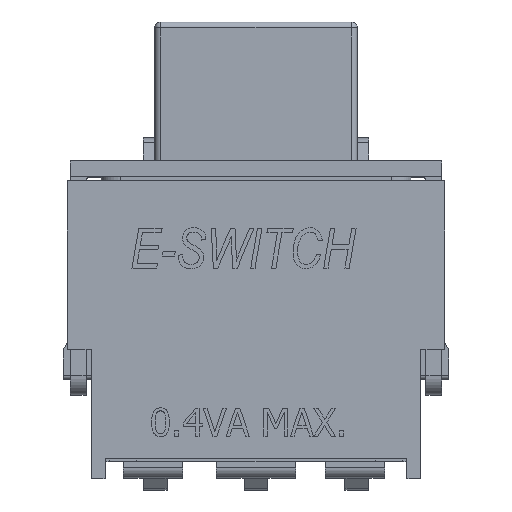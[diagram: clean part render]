
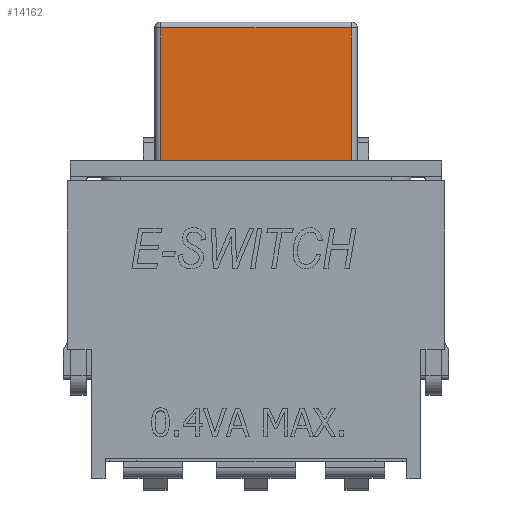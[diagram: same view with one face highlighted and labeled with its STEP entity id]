
A CAD part, top view. The second image highlights one B-rep face of the part: STEP entity #14162.
In plain terms, the highlighted face is planar.
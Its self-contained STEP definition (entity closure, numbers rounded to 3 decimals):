
#13208=CARTESIAN_POINT('',(2.4,1.475,3.75));
#13209=VERTEX_POINT('',#13208);
#13241=CARTESIAN_POINT('',(-2.4,1.475,3.75));
#13242=VERTEX_POINT('',#13241);
#13476=CARTESIAN_POINT('',(-2.4,1.475,0.0));
#13477=VERTEX_POINT('',#13476);
#13494=CARTESIAN_POINT('',(-2.4,1.475,3.75));
#13495=DIRECTION('',(0.0,0.0,-1.0));
#13496=VECTOR('',#13495,3.75);
#13497=LINE('',#13494,#13496);
#13498=EDGE_CURVE('',#13242,#13477,#13497,.T.);
#13509=CARTESIAN_POINT('',(2.4,1.475,3.75));
#13510=DIRECTION('',(-1.0,0.0,0.0));
#13511=VECTOR('',#13510,4.8);
#13512=LINE('',#13509,#13511);
#13513=EDGE_CURVE('',#13209,#13242,#13512,.T.);
#13532=CARTESIAN_POINT('',(2.4,1.475,0.0));
#13533=VERTEX_POINT('',#13532);
#13541=CARTESIAN_POINT('',(2.4,1.475,0.0));
#13542=DIRECTION('',(0.0,0.0,1.0));
#13543=VECTOR('',#13542,3.75);
#13544=LINE('',#13541,#13543);
#13545=EDGE_CURVE('',#13533,#13209,#13544,.T.);
#13741=CARTESIAN_POINT('',(-2.4,1.475,0.0));
#13742=DIRECTION('',(1.0,0.0,0.0));
#13743=VECTOR('',#13742,4.8);
#13744=LINE('',#13741,#13743);
#13745=EDGE_CURVE('',#13477,#13533,#13744,.T.);
#14151=CARTESIAN_POINT('',(-2.55,1.475,0.0));
#14152=DIRECTION('',(0.0,1.0,0.0));
#14153=DIRECTION('',(0.0,0.0,1.0));
#14154=AXIS2_PLACEMENT_3D('',#14151,#14152,#14153);
#14155=PLANE('',#14154);
#14156=ORIENTED_EDGE('',*,*,#13545,.F.);
#14157=ORIENTED_EDGE('',*,*,#13745,.F.);
#14158=ORIENTED_EDGE('',*,*,#13498,.F.);
#14159=ORIENTED_EDGE('',*,*,#13513,.F.);
#14160=EDGE_LOOP('',(#14156,#14157,#14158,#14159));
#14161=FACE_OUTER_BOUND('',#14160,.T.);
#14162=ADVANCED_FACE('',(#14161),#14155,.T.);
